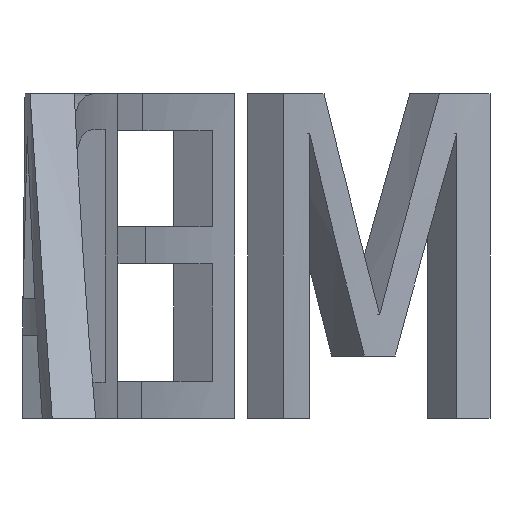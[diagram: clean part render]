
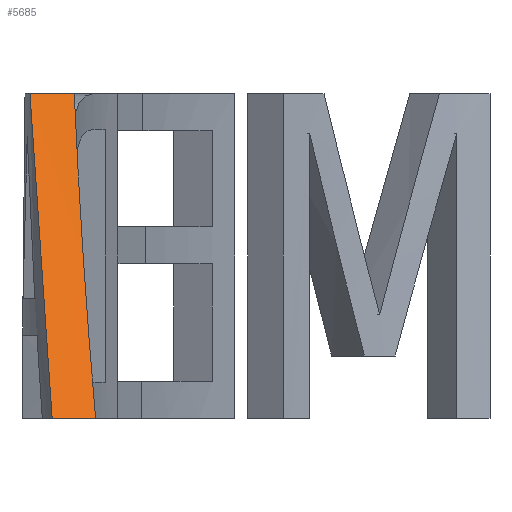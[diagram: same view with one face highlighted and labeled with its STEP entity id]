
A CAD part, left-side view. The second image highlights one B-rep face of the part: STEP entity #5685.
In plain terms, the highlighted free-form (B-spline) face has degree [4, 1] with [5, 2] control points.
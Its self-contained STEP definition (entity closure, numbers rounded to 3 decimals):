
#4621 = CYLINDRICAL_SURFACE('',#4622,2.5);
#4622 = AXIS2_PLACEMENT_3D('',#4623,#4624,#4625);
#4623 = CARTESIAN_POINT('',(0.,0.,1.));
#4624 = DIRECTION('',(0.,0.,1.));
#4625 = DIRECTION('',(0.94,-0.342,0.));
#4793 = VERTEX_POINT('',#4794);
#4794 = CARTESIAN_POINT('',(-0.567,2.435,5.654
    ));
#4809 = PLANE('',#4810);
#4810 = AXIS2_PLACEMENT_3D('',#4811,#4812,#4813);
#4811 = CARTESIAN_POINT('',(-0.527,2.495,5.654)
  );
#4812 = DIRECTION('',(0.,0.,-1.));
#4813 = DIRECTION('',(-1.,0.,0.));
#4825 = EDGE_CURVE('',#4826,#4793,#4828,.T.);
#4826 = VERTEX_POINT('',#4827);
#4827 = CARTESIAN_POINT('',(-0.292,2.483,6.383));
#4828 = SURFACE_CURVE('',#4829,(#4834,#4863),.PCURVE_S1.);
#4829 = ELLIPSE('',#4830,7.02,2.5);
#4830 = AXIS2_PLACEMENT_3D('',#4831,#4832,#4833);
#4831 = CARTESIAN_POINT('',(0.,0.,6.53));
#4832 = DIRECTION('',(-0.93,-0.088,0.356)
  );
#4833 = DIRECTION('',(0.355,0.034,0.934)
  );
#4834 = PCURVE('',#4621,#4835);
#4835 = DEFINITIONAL_REPRESENTATION('',(#4836),#4862);
#4836 = B_SPLINE_CURVE_WITH_KNOTS('',3,(#4837,#4838,#4839,#4840,#4841,
    #4842,#4843,#4844,#4845,#4846,#4847,#4848,#4849,#4850,#4851,#4852,
    #4853,#4854,#4855,#4856,#4857,#4858,#4859,#4860,#4861),
  .UNSPECIFIED.,.F.,.F.,(4,1,1,1,1,1,1,1,1,1,1,1,1,1,1,1,1,1,1,1,1,1,4),
  (1.593,1.598,1.603,1.608,
    1.614,1.619,1.624,1.629,
    1.634,1.639,1.644,1.649,
    1.654,1.659,1.664,1.669,
    1.674,1.679,1.685,1.69,
    1.695,1.7,1.705),
  .QUASI_UNIFORM_KNOTS.);
#4837 = CARTESIAN_POINT('',(2.037,5.383));
#4838 = CARTESIAN_POINT('',(2.039,5.372));
#4839 = CARTESIAN_POINT('',(2.042,5.35));
#4840 = CARTESIAN_POINT('',(2.047,5.316));
#4841 = CARTESIAN_POINT('',(2.052,5.283));
#4842 = CARTESIAN_POINT('',(2.057,5.25));
#4843 = CARTESIAN_POINT('',(2.062,5.217));
#4844 = CARTESIAN_POINT('',(2.067,5.183));
#4845 = CARTESIAN_POINT('',(2.072,5.15));
#4846 = CARTESIAN_POINT('',(2.078,5.117));
#4847 = CARTESIAN_POINT('',(2.083,5.084));
#4848 = CARTESIAN_POINT('',(2.088,5.051));
#4849 = CARTESIAN_POINT('',(2.093,5.018));
#4850 = CARTESIAN_POINT('',(2.098,4.984));
#4851 = CARTESIAN_POINT('',(2.103,4.951));
#4852 = CARTESIAN_POINT('',(2.108,4.918));
#4853 = CARTESIAN_POINT('',(2.113,4.885));
#4854 = CARTESIAN_POINT('',(2.118,4.852));
#4855 = CARTESIAN_POINT('',(2.123,4.819));
#4856 = CARTESIAN_POINT('',(2.128,4.786));
#4857 = CARTESIAN_POINT('',(2.133,4.753));
#4858 = CARTESIAN_POINT('',(2.138,4.72));
#4859 = CARTESIAN_POINT('',(2.143,4.687));
#4860 = CARTESIAN_POINT('',(2.147,4.665));
#4861 = CARTESIAN_POINT('',(2.149,4.654));
#4862 = ( GEOMETRIC_REPRESENTATION_CONTEXT(2) 
PARAMETRIC_REPRESENTATION_CONTEXT() REPRESENTATION_CONTEXT('2D SPACE',''
  ) );
#4863 = PCURVE('',#4864,#4875);
#4864 = B_SPLINE_SURFACE_WITH_KNOTS('',4,1,(
    (#4865,#4866)
    ,(#4867,#4868)
    ,(#4869,#4870)
    ,(#4871,#4872)
    ,(#4873,#4874
    )),.UNSPECIFIED.,.F.,.F.,.F.,(5,5),(2,2),(1.593,
    1.705),(0.,1.),.PIECEWISE_BEZIER_KNOTS.);
#4865 = CARTESIAN_POINT('',(-0.292,2.483,6.383));
#4866 = CARTESIAN_POINT('',(-0.304,2.582,6.383));
#4867 = CARTESIAN_POINT('',(-0.361,2.475,6.2
    ));
#4868 = CARTESIAN_POINT('',(-0.376,2.574,6.2
    ));
#4869 = CARTESIAN_POINT('',(-0.43,2.464,6.017
    ));
#4870 = CARTESIAN_POINT('',(-0.448,2.563,
    6.017));
#4871 = CARTESIAN_POINT('',(-0.499,2.451,5.835
    ));
#4872 = CARTESIAN_POINT('',(-0.519,2.549,5.835
    ));
#4873 = CARTESIAN_POINT('',(-0.567,2.435,5.654
    ));
#4874 = CARTESIAN_POINT('',(-0.589,2.532,5.654)
  );
#4875 = DEFINITIONAL_REPRESENTATION('',(#4876),#4880);
#4876 = LINE('',#4877,#4878);
#4877 = CARTESIAN_POINT('',(0.,0.));
#4878 = VECTOR('',#4879,1.);
#4879 = DIRECTION('',(1.,0.));
#4880 = ( GEOMETRIC_REPRESENTATION_CONTEXT(2) 
PARAMETRIC_REPRESENTATION_CONTEXT() REPRESENTATION_CONTEXT('2D SPACE',''
  ) );
#4899 = PLANE('',#4900);
#4900 = AXIS2_PLACEMENT_3D('',#4901,#4902,#4903);
#4901 = CARTESIAN_POINT('',(-0.241,2.539,6.383));
#4902 = DIRECTION('',(0.,0.,-1.));
#4903 = DIRECTION('',(-1.,0.,0.));
#5161 = CYLINDRICAL_SURFACE('',#5162,2.6);
#5162 = AXIS2_PLACEMENT_3D('',#5163,#5164,#5165);
#5163 = CARTESIAN_POINT('',(0.,0.,1.));
#5164 = DIRECTION('',(0.,0.,1.));
#5165 = DIRECTION('',(0.94,-0.342,0.));
#5317 = VERTEX_POINT('',#5318);
#5318 = CARTESIAN_POINT('',(-0.589,2.532,5.654)
  );
#5344 = EDGE_CURVE('',#5345,#5317,#5347,.T.);
#5345 = VERTEX_POINT('',#5346);
#5346 = CARTESIAN_POINT('',(-0.304,2.582,6.383));
#5347 = SURFACE_CURVE('',#5348,(#5354,#5383),.PCURVE_S1.);
#5348 = B_SPLINE_CURVE_WITH_KNOTS('',4,(#5349,#5350,#5351,#5352,#5353),
  .UNSPECIFIED.,.F.,.F.,(5,5),(1.593,1.705),
  .PIECEWISE_BEZIER_KNOTS.);
#5349 = CARTESIAN_POINT('',(-0.304,2.582,6.383));
#5350 = CARTESIAN_POINT('',(-0.376,2.574,6.2
    ));
#5351 = CARTESIAN_POINT('',(-0.448,2.563,
    6.017));
#5352 = CARTESIAN_POINT('',(-0.519,2.549,5.835
    ));
#5353 = CARTESIAN_POINT('',(-0.589,2.532,5.654)
  );
#5354 = PCURVE('',#5161,#5355);
#5355 = DEFINITIONAL_REPRESENTATION('',(#5356),#5382);
#5356 = B_SPLINE_CURVE_WITH_KNOTS('',3,(#5357,#5358,#5359,#5360,#5361,
    #5362,#5363,#5364,#5365,#5366,#5367,#5368,#5369,#5370,#5371,#5372,
    #5373,#5374,#5375,#5376,#5377,#5378,#5379,#5380,#5381),
  .UNSPECIFIED.,.F.,.F.,(4,1,1,1,1,1,1,1,1,1,1,1,1,1,1,1,1,1,1,1,1,1,4),
  (1.593,1.598,1.603,1.608,
    1.614,1.619,1.624,1.629,
    1.634,1.639,1.644,1.649,
    1.654,1.659,1.664,1.669,
    1.674,1.679,1.685,1.69,
    1.695,1.7,1.705),
  .QUASI_UNIFORM_KNOTS.);
#5357 = CARTESIAN_POINT('',(2.037,5.383));
#5358 = CARTESIAN_POINT('',(2.039,5.372));
#5359 = CARTESIAN_POINT('',(2.042,5.35));
#5360 = CARTESIAN_POINT('',(2.047,5.316));
#5361 = CARTESIAN_POINT('',(2.052,5.283));
#5362 = CARTESIAN_POINT('',(2.057,5.25));
#5363 = CARTESIAN_POINT('',(2.062,5.217));
#5364 = CARTESIAN_POINT('',(2.067,5.183));
#5365 = CARTESIAN_POINT('',(2.072,5.15));
#5366 = CARTESIAN_POINT('',(2.078,5.117));
#5367 = CARTESIAN_POINT('',(2.083,5.084));
#5368 = CARTESIAN_POINT('',(2.088,5.051));
#5369 = CARTESIAN_POINT('',(2.093,5.018));
#5370 = CARTESIAN_POINT('',(2.098,4.984));
#5371 = CARTESIAN_POINT('',(2.103,4.951));
#5372 = CARTESIAN_POINT('',(2.108,4.918));
#5373 = CARTESIAN_POINT('',(2.113,4.885));
#5374 = CARTESIAN_POINT('',(2.118,4.852));
#5375 = CARTESIAN_POINT('',(2.123,4.819));
#5376 = CARTESIAN_POINT('',(2.128,4.786));
#5377 = CARTESIAN_POINT('',(2.133,4.753));
#5378 = CARTESIAN_POINT('',(2.138,4.72));
#5379 = CARTESIAN_POINT('',(2.143,4.687));
#5380 = CARTESIAN_POINT('',(2.147,4.665));
#5381 = CARTESIAN_POINT('',(2.149,4.654));
#5382 = ( GEOMETRIC_REPRESENTATION_CONTEXT(2) 
PARAMETRIC_REPRESENTATION_CONTEXT() REPRESENTATION_CONTEXT('2D SPACE',''
  ) );
#5383 = PCURVE('',#4864,#5384);
#5384 = DEFINITIONAL_REPRESENTATION('',(#5385),#5389);
#5385 = LINE('',#5386,#5387);
#5386 = CARTESIAN_POINT('',(0.,1.));
#5387 = VECTOR('',#5388,1.);
#5388 = DIRECTION('',(1.,0.));
#5389 = ( GEOMETRIC_REPRESENTATION_CONTEXT(2) 
PARAMETRIC_REPRESENTATION_CONTEXT() REPRESENTATION_CONTEXT('2D SPACE',''
  ) );
#5665 = EDGE_CURVE('',#4793,#5317,#5666,.T.);
#5666 = SURFACE_CURVE('',#5667,(#5670,#5676),.PCURVE_S1.);
#5667 = B_SPLINE_CURVE_WITH_KNOTS('',1,(#5668,#5669),.UNSPECIFIED.,.F.,
  .F.,(2,2),(0.,1.),.PIECEWISE_BEZIER_KNOTS.);
#5668 = CARTESIAN_POINT('',(-0.567,2.435,5.654
    ));
#5669 = CARTESIAN_POINT('',(-0.589,2.532,5.654)
  );
#5670 = PCURVE('',#4809,#5671);
#5671 = DEFINITIONAL_REPRESENTATION('',(#5672),#5675);
#5672 = B_SPLINE_CURVE_WITH_KNOTS('',1,(#5673,#5674),.UNSPECIFIED.,.F.,
  .F.,(2,2),(0.,1.),.PIECEWISE_BEZIER_KNOTS.);
#5673 = CARTESIAN_POINT('',(0.04,-0.06));
#5674 = CARTESIAN_POINT('',(0.063,0.037));
#5675 = ( GEOMETRIC_REPRESENTATION_CONTEXT(2) 
PARAMETRIC_REPRESENTATION_CONTEXT() REPRESENTATION_CONTEXT('2D SPACE',''
  ) );
#5676 = PCURVE('',#4864,#5677);
#5677 = DEFINITIONAL_REPRESENTATION('',(#5678),#5682);
#5678 = LINE('',#5679,#5680);
#5679 = CARTESIAN_POINT('',(1.705,0.));
#5680 = VECTOR('',#5681,1.);
#5681 = DIRECTION('',(0.,1.));
#5682 = ( GEOMETRIC_REPRESENTATION_CONTEXT(2) 
PARAMETRIC_REPRESENTATION_CONTEXT() REPRESENTATION_CONTEXT('2D SPACE',''
  ) );
#5685 = ADVANCED_FACE('',(#5686),#4864,.F.);
#5686 = FACE_BOUND('',#5687,.F.);
#5687 = EDGE_LOOP('',(#5688,#5689,#5690,#5691));
#5688 = ORIENTED_EDGE('',*,*,#4825,.T.);
#5689 = ORIENTED_EDGE('',*,*,#5665,.T.);
#5690 = ORIENTED_EDGE('',*,*,#5344,.F.);
#5691 = ORIENTED_EDGE('',*,*,#5692,.F.);
#5692 = EDGE_CURVE('',#4826,#5345,#5693,.T.);
#5693 = SURFACE_CURVE('',#5694,(#5697,#5704),.PCURVE_S1.);
#5694 = B_SPLINE_CURVE_WITH_KNOTS('',1,(#5695,#5696),.UNSPECIFIED.,.F.,
  .F.,(2,2),(0.,1.),.PIECEWISE_BEZIER_KNOTS.);
#5695 = CARTESIAN_POINT('',(-0.292,2.483,6.383));
#5696 = CARTESIAN_POINT('',(-0.304,2.582,6.383));
#5697 = PCURVE('',#4864,#5698);
#5698 = DEFINITIONAL_REPRESENTATION('',(#5699),#5703);
#5699 = LINE('',#5700,#5701);
#5700 = CARTESIAN_POINT('',(1.593,0.));
#5701 = VECTOR('',#5702,1.);
#5702 = DIRECTION('',(0.,1.));
#5703 = ( GEOMETRIC_REPRESENTATION_CONTEXT(2) 
PARAMETRIC_REPRESENTATION_CONTEXT() REPRESENTATION_CONTEXT('2D SPACE',''
  ) );
#5704 = PCURVE('',#4899,#5705);
#5705 = DEFINITIONAL_REPRESENTATION('',(#5706),#5709);
#5706 = B_SPLINE_CURVE_WITH_KNOTS('',1,(#5707,#5708),.UNSPECIFIED.,.F.,
  .F.,(2,2),(0.,1.),.PIECEWISE_BEZIER_KNOTS.);
#5707 = CARTESIAN_POINT('',(0.051,-0.056));
#5708 = CARTESIAN_POINT('',(0.063,0.044));
#5709 = ( GEOMETRIC_REPRESENTATION_CONTEXT(2) 
PARAMETRIC_REPRESENTATION_CONTEXT() REPRESENTATION_CONTEXT('2D SPACE',''
  ) );
